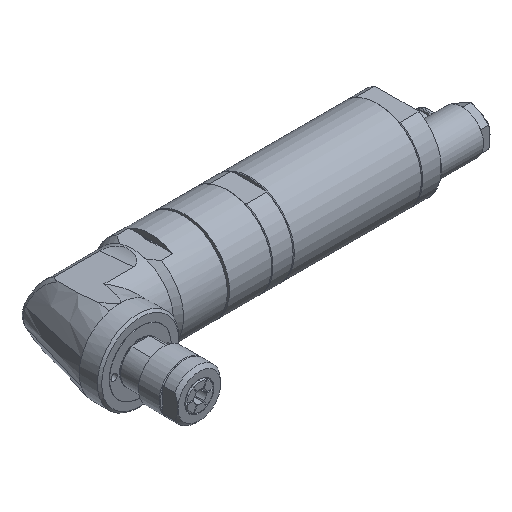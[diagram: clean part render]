
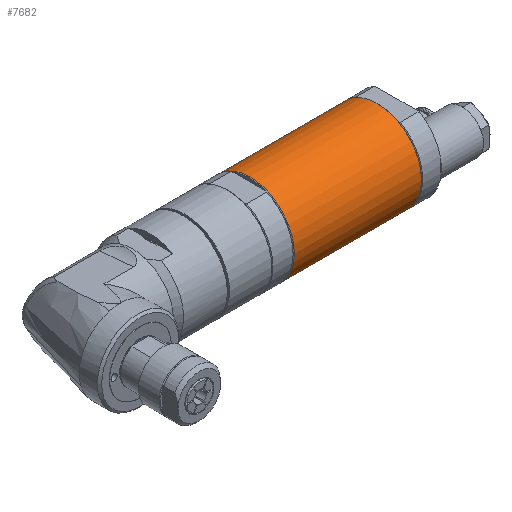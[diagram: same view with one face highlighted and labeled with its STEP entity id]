
A CAD part, isometric view. The second image highlights one B-rep face of the part: STEP entity #7682.
In plain terms, the highlighted cylindrical face has radius 20.75 mm (diameter 41.5 mm), a full revolution.
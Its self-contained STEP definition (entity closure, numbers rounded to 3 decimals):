
#1010=FACE_OUTER_BOUND('',#1463,.T.);
#1463=EDGE_LOOP('',(#6542,#6543,#6544,#6545,#6546));
#1962=LINE('',#13598,#2432);
#2432=VECTOR('',#10277,20.75);
#2545=CIRCLE('',#7962,20.75);
#2546=CIRCLE('',#7963,20.75);
#2804=CIRCLE('',#8429,20.75);
#3092=VERTEX_POINT('',#11501);
#3093=VERTEX_POINT('',#11503);
#3478=VERTEX_POINT('',#13594);
#3898=EDGE_CURVE('',#3092,#3093,#2545,.T.);
#3899=EDGE_CURVE('',#3093,#3092,#2546,.T.);
#4519=EDGE_CURVE('',#3478,#3478,#2804,.T.);
#4521=EDGE_CURVE('',#3093,#3478,#1962,.T.);
#6542=ORIENTED_EDGE('',*,*,#3898,.F.);
#6543=ORIENTED_EDGE('',*,*,#3899,.F.);
#6544=ORIENTED_EDGE('',*,*,#4521,.T.);
#6545=ORIENTED_EDGE('',*,*,#4519,.T.);
#6546=ORIENTED_EDGE('',*,*,#4521,.F.);
#6928=CYLINDRICAL_SURFACE('',#8430,20.75);
#7682=ADVANCED_FACE('',(#1010),#6928,.T.);
#7962=AXIS2_PLACEMENT_3D('',#11504,#9148,#9149);
#7963=AXIS2_PLACEMENT_3D('',#11505,#9150,#9151);
#8429=AXIS2_PLACEMENT_3D('',#13595,#10272,#10273);
#8430=AXIS2_PLACEMENT_3D('',#13597,#10275,#10276);
#9148=DIRECTION('center_axis',(1.,0.,0.));
#9149=DIRECTION('ref_axis',(0.,1.,0.));
#9150=DIRECTION('center_axis',(1.,0.,0.));
#9151=DIRECTION('ref_axis',(0.,1.,0.));
#10272=DIRECTION('center_axis',(1.,0.,0.));
#10273=DIRECTION('ref_axis',(0.,0.,
-1.));
#10275=DIRECTION('center_axis',(1.,0.,0.));
#10276=DIRECTION('ref_axis',(0.,0.,
-1.));
#10277=DIRECTION('',(-1.,0.,0.));
#11501=CARTESIAN_POINT('',(25.7,-20.75,0.));
#11503=CARTESIAN_POINT('',(25.7,0.,20.75));
#11504=CARTESIAN_POINT('Origin',(25.7,0.,0.));
#11505=CARTESIAN_POINT('Origin',(25.7,0.,0.));
#13594=CARTESIAN_POINT('',(-33.7,0.,20.75));
#13595=CARTESIAN_POINT('Origin',(-33.7,0.,0.));
#13597=CARTESIAN_POINT('Origin',(-16.85,0.,0.));
#13598=CARTESIAN_POINT('',(-16.85,0.,20.75));
